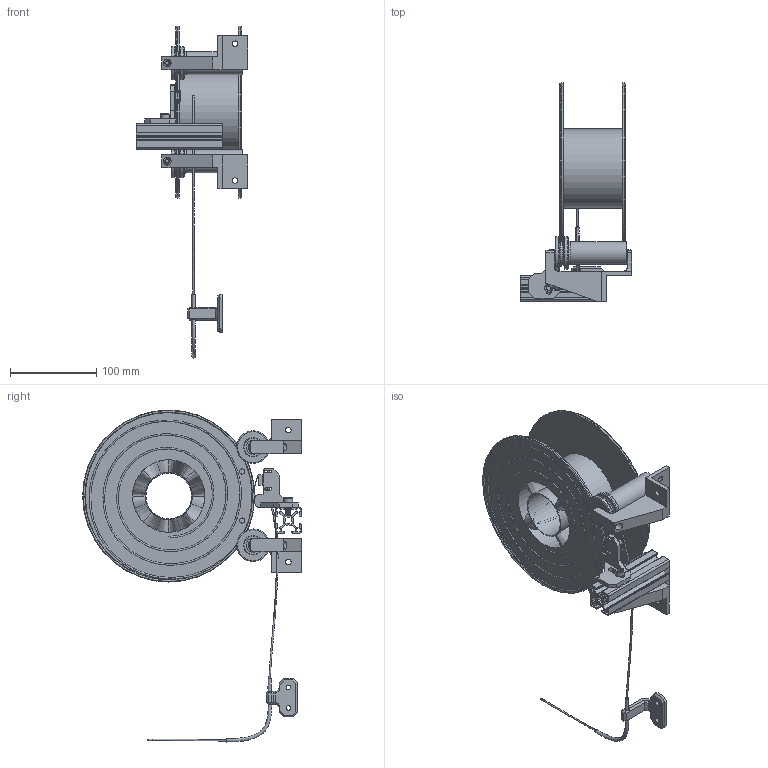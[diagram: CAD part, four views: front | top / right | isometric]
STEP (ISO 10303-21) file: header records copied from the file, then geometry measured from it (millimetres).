
FILE_DESCRIPTION(/* description */ (''),/* implementation_level */ '2;1');
FILE_NAME(/* name */ 'Internal Spool v16.step',/* time_stamp */ '2021-11-23T18:52:19+01:00',/* author */ (''),/* organization */ (''),/* preprocessor_version */ 'ST-DEVELOPER v18.1',/* originating_system */ 'Autodesk Translation Framework v10.10.0.1391',/* authorisation */ '');
FILE_SCHEMA (('AUTOMOTIVE_DESIGN { 1 0 10303 214 3 1 1 }'));
Length unit declared in the file: millimetre
Products named in the file (11): Internal Spool; spool v2; Ernies 2020 Halter v12; Komponente2; 608 Laufring v20; 608BB; Filamentguide with Sensor; 3030TypB_N8 v1; Filamentroll sensor mount v4; Lerdge microswitch v1; 96144A116_Fine-Thread Alloy Steel Socket Head Screw
Assembly tree (10 placements, depth 3):
  Internal Spool
    spool v2
    Ernies 2020 Halter v12
      Komponente2
    608 Laufring v20
      608BB
    Filamentguide with Sensor
    3030TypB_N8 v1
    Filamentroll sensor mount v4
      Lerdge microswitch v1
      96144A116_Fine-Thread Alloy Steel Socket Head Screw
Bounding box: 130.05 x 254.17 x 385.91 mm (x, y, z)
Volume: 431061.9 mm3; surface area: 310540.2 mm2
Topology: 18 solids, 18 shells, 917 faces, 2352 edges, 1524 vertices
Faces by surface type: plane 455, cylinder 325, bspline 65, cone 44, torus 28
Full cylindrical faces by diameter (mm): 1.5 x2, 3.2 x2, 4.234 x4, 4.5 x1, 5.026 x20, 5.12 x8, 5.3 x2, 5.5 x2, 6 x25, 6.4 x2, 6.5 x4, 8 x6, 9 x2, 9.81 x4, 10 x1, 11.746 x8, 13.681 x8, 16.319 x16, 22 x4, 22.38 x2, 22.393 x2, 26.627 x4, 38 x2, 53 x1, 92.3 x1, 200 x2
Entity records: 42784 total; most frequent: CARTESIAN_POINT 20115, ORIENTED_EDGE 4704, DIRECTION 4402, EDGE_CURVE 2352, VERTEX_POINT 1524, AXIS2_PLACEMENT_3D 1508, LINE 1386, VECTOR 1386
